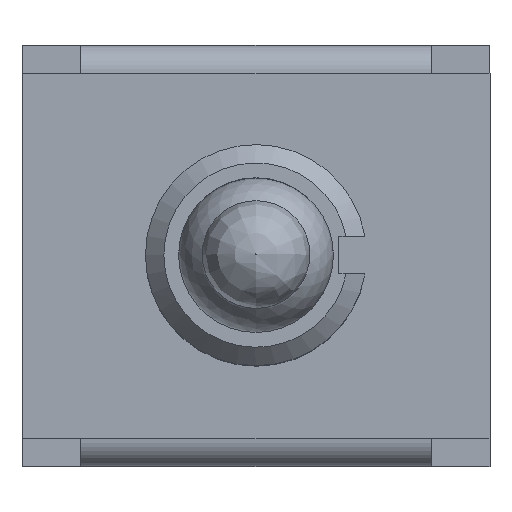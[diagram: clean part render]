
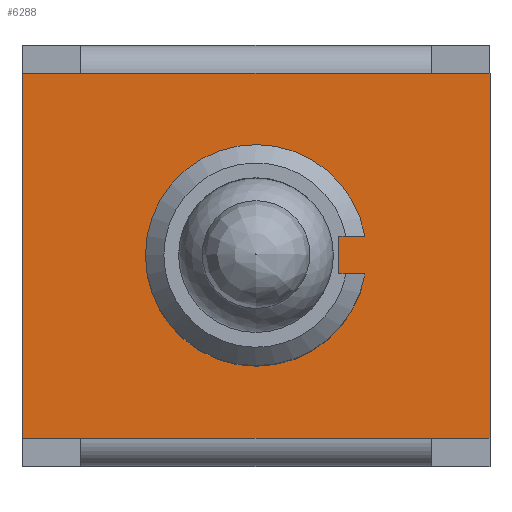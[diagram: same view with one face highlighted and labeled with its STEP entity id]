
A CAD part, top view. The second image highlights one B-rep face of the part: STEP entity #6288.
In plain terms, the highlighted planar face has unit normal (0, 0, 1).
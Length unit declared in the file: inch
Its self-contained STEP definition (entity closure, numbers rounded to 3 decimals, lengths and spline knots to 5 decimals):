
#30=FACE_BOUND('',#877,.T.);
#158=PLANE('',#6812);
#505=FACE_OUTER_BOUND('',#876,.T.);
#876=EDGE_LOOP('',(#5038,#5039,#5040,#5041,#5042,#5043,#5044,#5045));
#877=EDGE_LOOP('',(#5046,#5047,#5048,#5049));
#1172=CIRCLE('',#6811,0.11811);
#1499=LINE('',#9737,#2236);
#1503=LINE('',#9747,#2240);
#1505=LINE('',#9750,#2242);
#1506=LINE('',#9756,#2243);
#1507=LINE('',#9758,#2244);
#1508=LINE('',#9760,#2245);
#1509=LINE('',#9762,#2246);
#1510=LINE('',#9764,#2247);
#1511=LINE('',#9766,#2248);
#1512=LINE('',#9768,#2249);
#1513=LINE('',#9769,#2250);
#2236=VECTOR('',#7947,0.3937);
#2240=VECTOR('',#7957,0.3937);
#2242=VECTOR('',#7961,0.3937);
#2243=VECTOR('',#7968,0.3937);
#2244=VECTOR('',#7969,0.3937);
#2245=VECTOR('',#7970,0.3937);
#2246=VECTOR('',#7971,0.3937);
#2247=VECTOR('',#7972,0.3937);
#2248=VECTOR('',#7973,0.3937);
#2249=VECTOR('',#7974,0.3937);
#2250=VECTOR('',#7975,0.3937);
#2997=VERTEX_POINT('',#9734);
#2998=VERTEX_POINT('',#9736);
#3000=VERTEX_POINT('',#9744);
#3001=VERTEX_POINT('',#9746);
#3002=VERTEX_POINT('',#9754);
#3003=VERTEX_POINT('',#9755);
#3004=VERTEX_POINT('',#9757);
#3005=VERTEX_POINT('',#9759);
#3006=VERTEX_POINT('',#9761);
#3007=VERTEX_POINT('',#9763);
#3008=VERTEX_POINT('',#9765);
#3009=VERTEX_POINT('',#9767);
#3732=EDGE_CURVE('',#2998,#2997,#1499,.T.);
#3737=EDGE_CURVE('',#3001,#3000,#1503,.T.);
#3739=EDGE_CURVE('',#3000,#2998,#1505,.T.);
#3740=EDGE_CURVE('',#2997,#3001,#1172,.T.);
#3741=EDGE_CURVE('',#3002,#3003,#1506,.T.);
#3742=EDGE_CURVE('',#3003,#3004,#1507,.T.);
#3743=EDGE_CURVE('',#3004,#3005,#1508,.T.);
#3744=EDGE_CURVE('',#3006,#3005,#1509,.T.);
#3745=EDGE_CURVE('',#3007,#3006,#1510,.T.);
#3746=EDGE_CURVE('',#3007,#3008,#1511,.T.);
#3747=EDGE_CURVE('',#3008,#3009,#1512,.T.);
#3748=EDGE_CURVE('',#3002,#3009,#1513,.T.);
#5038=ORIENTED_EDGE('',*,*,#3741,.T.);
#5039=ORIENTED_EDGE('',*,*,#3742,.T.);
#5040=ORIENTED_EDGE('',*,*,#3743,.T.);
#5041=ORIENTED_EDGE('',*,*,#3744,.F.);
#5042=ORIENTED_EDGE('',*,*,#3745,.F.);
#5043=ORIENTED_EDGE('',*,*,#3746,.T.);
#5044=ORIENTED_EDGE('',*,*,#3747,.T.);
#5045=ORIENTED_EDGE('',*,*,#3748,.F.);
#5046=ORIENTED_EDGE('',*,*,#3737,.T.);
#5047=ORIENTED_EDGE('',*,*,#3739,.T.);
#5048=ORIENTED_EDGE('',*,*,#3732,.T.);
#5049=ORIENTED_EDGE('',*,*,#3740,.T.);
#6288=ADVANCED_FACE('',(#505,#30),#158,.T.);
#6811=AXIS2_PLACEMENT_3D('',#9752,#7964,#7965);
#6812=AXIS2_PLACEMENT_3D('',#9753,#7966,#7967);
#7947=DIRECTION('',(1.,0.,0.));
#7957=DIRECTION('',(-1.,0.,0.));
#7961=DIRECTION('',(0.,-1.,0.));
#7964=DIRECTION('center_axis',(0.,0.,
-1.));
#7965=DIRECTION('ref_axis',(0.985,0.17,0.));
#7966=DIRECTION('center_axis',(0.,0.,
1.));
#7967=DIRECTION('ref_axis',(1.,0.,0.));
#7968=DIRECTION('',(1.,0.,0.));
#7969=DIRECTION('',(1.,0.,0.));
#7970=DIRECTION('',(0.,1.,0.));
#7971=DIRECTION('',(1.,0.,0.));
#7972=DIRECTION('',(1.,0.,0.));
#7973=DIRECTION('',(-1.,0.,0.));
#7974=DIRECTION('',(0.,-1.,0.));
#7975=DIRECTION('',(-1.,0.,0.));
#9734=CARTESIAN_POINT('',(0.11639,-0.02008,0.35));
#9736=CARTESIAN_POINT('',(0.08844,-0.02008,0.35));
#9737=CARTESIAN_POINT('',(0.04422,-0.02008,0.35));
#9744=CARTESIAN_POINT('',(0.08844,0.02008,0.35));
#9746=CARTESIAN_POINT('',(0.11639,0.02008,0.35));
#9747=CARTESIAN_POINT('',(0.0582,0.02008,0.35));
#9750=CARTESIAN_POINT('',(0.08844,0.10758,0.35));
#9752=CARTESIAN_POINT('Origin',(0.,0.,
0.35));
#9753=CARTESIAN_POINT('Origin',(0.,0.19508,
0.35));
#9754=CARTESIAN_POINT('',(-0.18701,-0.19508,0.35));
#9755=CARTESIAN_POINT('',(0.18701,-0.19508,0.35));
#9756=CARTESIAN_POINT('',(0.,-0.19508,0.35));
#9757=CARTESIAN_POINT('',(0.25,-0.19508,0.35));
#9758=CARTESIAN_POINT('',(0.18701,-0.19508,0.35));
#9759=CARTESIAN_POINT('',(0.25,0.19508,0.35));
#9760=CARTESIAN_POINT('',(0.25,-0.19508,0.35));
#9761=CARTESIAN_POINT('',(0.18701,0.19508,0.35));
#9762=CARTESIAN_POINT('',(0.18701,0.19508,0.35));
#9763=CARTESIAN_POINT('',(-0.18701,0.19508,0.35));
#9764=CARTESIAN_POINT('',(0.,0.19508,0.35));
#9765=CARTESIAN_POINT('',(-0.25,0.19508,0.35));
#9766=CARTESIAN_POINT('',(-0.18701,0.19508,0.35));
#9767=CARTESIAN_POINT('',(-0.25,-0.19508,0.35));
#9768=CARTESIAN_POINT('',(-0.25,-0.19508,0.35));
#9769=CARTESIAN_POINT('',(-0.18701,-0.19508,0.35));
